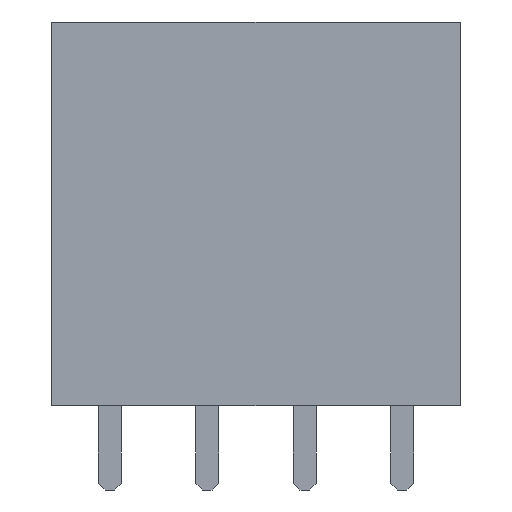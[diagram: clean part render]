
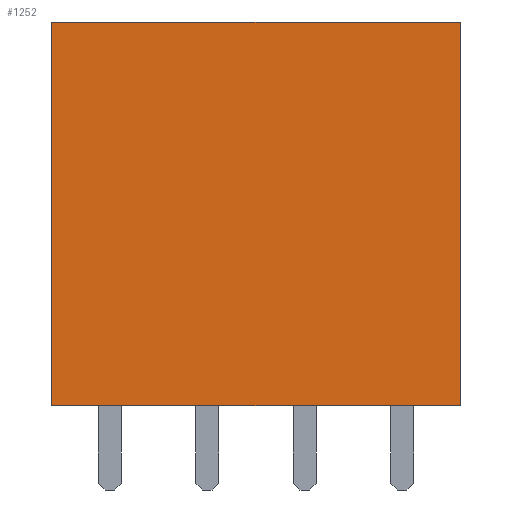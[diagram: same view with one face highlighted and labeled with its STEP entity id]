
A CAD part, front view. The second image highlights one B-rep face of the part: STEP entity #1252.
In plain terms, the highlighted planar face has unit normal (0, -1, 0).
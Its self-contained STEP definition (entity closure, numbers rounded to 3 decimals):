
#95 = DIRECTION ( 'NONE',  ( 0., 0., -1. ) ) ;
#140 = LINE ( 'NONE', #4150, #3153 ) ;
#277 = DIRECTION ( 'NONE',  ( -1., 0., 0. ) ) ;
#423 = CARTESIAN_POINT ( 'NONE',  ( 9.14, -1.23, 0. ) ) ;
#610 = CARTESIAN_POINT ( 'NONE',  ( 6.6, -1.23, 0. ) ) ;
#648 = LINE ( 'NONE', #610, #2575 ) ;
#746 = ORIENTED_EDGE ( 'NONE', *, *, #2428, .F. ) ;
#961 = EDGE_CURVE ( 'NONE', #3785, #1758, #3398, .T. ) ;
#981 = DIRECTION ( 'NONE',  ( 0., 1., 0. ) ) ;
#1144 = VECTOR ( 'NONE', #1473, 1000. ) ;
#1252 = ADVANCED_FACE ( 'NONE', ( #4497 ), #3122, .F. ) ;
#1425 = ORIENTED_EDGE ( 'NONE', *, *, #961, .T. ) ;
#1473 = DIRECTION ( 'NONE',  ( 0., 0., -1. ) ) ;
#1584 = LINE ( 'NONE', #423, #1144 ) ;
#1646 = VERTEX_POINT ( 'NONE', #2446 ) ;
#1691 = EDGE_CURVE ( 'NONE', #3681, #1646, #1584, .T. ) ;
#1758 = VERTEX_POINT ( 'NONE', #2929 ) ;
#1872 = ORIENTED_EDGE ( 'NONE', *, *, #2533, .T. ) ;
#2428 = EDGE_CURVE ( 'NONE', #1646, #1758, #648, .T. ) ;
#2446 = CARTESIAN_POINT ( 'NONE',  ( 9.14, -1.23, 0. ) ) ;
#2478 = CARTESIAN_POINT ( 'NONE',  ( 9.14, -1.23, 10. ) ) ;
#2533 = EDGE_CURVE ( 'NONE', #3681, #3785, #140, .T. ) ;
#2546 = CARTESIAN_POINT ( 'NONE',  ( -1.52, -1.23, 0. ) ) ;
#2575 = VECTOR ( 'NONE', #277, 1000. ) ;
#2601 = VECTOR ( 'NONE', #95, 1000. ) ;
#2929 = CARTESIAN_POINT ( 'NONE',  ( -1.52, -1.23, 0. ) ) ;
#3122 = PLANE ( 'NONE',  #3574 ) ;
#3140 = CARTESIAN_POINT ( 'NONE',  ( 6.6, -1.23, 0. ) ) ;
#3153 = VECTOR ( 'NONE', #3517, 1000. ) ;
#3398 = LINE ( 'NONE', #2546, #2601 ) ;
#3517 = DIRECTION ( 'NONE',  ( -1., 0., 0. ) ) ;
#3574 = AXIS2_PLACEMENT_3D ( 'NONE', #3140, #981, #4550 ) ;
#3681 = VERTEX_POINT ( 'NONE', #2478 ) ;
#3768 = EDGE_LOOP ( 'NONE', ( #1872, #1425, #746, #4359 ) ) ;
#3785 = VERTEX_POINT ( 'NONE', #4395 ) ;
#4150 = CARTESIAN_POINT ( 'NONE',  ( 6.6, -1.23, 10. ) ) ;
#4359 = ORIENTED_EDGE ( 'NONE', *, *, #1691, .F. ) ;
#4395 = CARTESIAN_POINT ( 'NONE',  ( -1.52, -1.23, 10. ) ) ;
#4497 = FACE_OUTER_BOUND ( 'NONE', #3768, .T. ) ;
#4550 = DIRECTION ( 'NONE',  ( 0., 0., 1. ) ) ;
